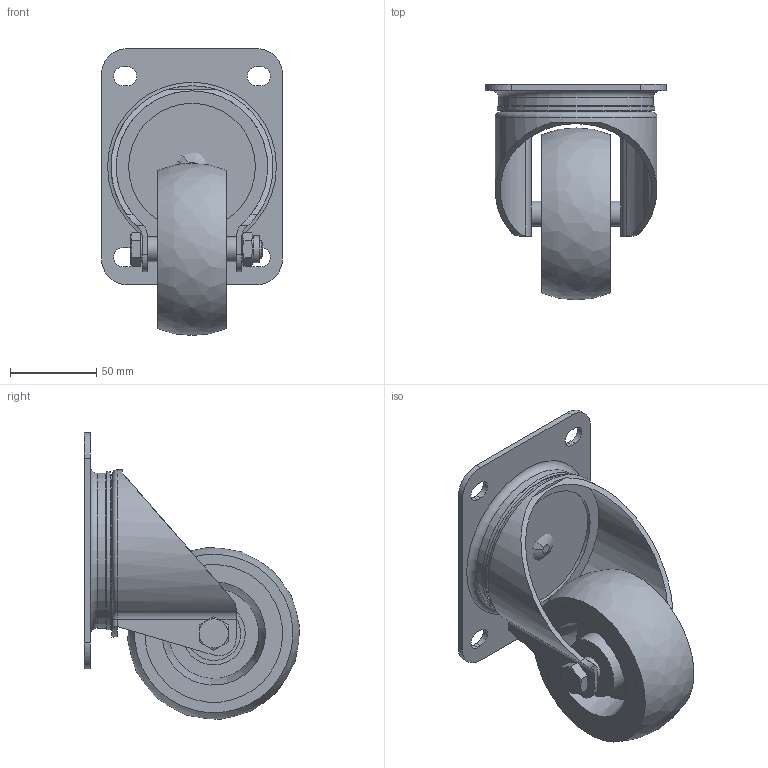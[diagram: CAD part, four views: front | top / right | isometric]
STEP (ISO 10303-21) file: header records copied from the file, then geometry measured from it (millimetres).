
FILE_DESCRIPTION(/* description */ (''),/* implementation_level */ '2;1');
FILE_NAME(/* name */ 'LGPTS100KUP3_BA.stp',/* time_stamp */ '2019-03-21T19:28:59+01:00',/* author */ ('raede'),/* organization */ (''),/* preprocessor_version */ 'ST-DEVELOPER v15.6',/* originating_system */ 'Autodesk Inventor 2015',/* authorisation */ '');
FILE_SCHEMA (('AUTOMOTIVE_DESIGN { 1 0 10303 214 3 1 1 }'));
Length unit declared in the file: millimetre
Products named in the file (8): Rad_100_Fuer_LGPTS100KUP3; DIN 931-1 - M10 x 70; DIN 985 - M10; LGPTS100KUP3_Gehaeuse; Buchse_12x3_5; Niet_dia_10; Lenkrolle_LGPTS100KUP3; LGPTS100KUP3_BA
Bounding box: 105 x 124.86 x 166.36 mm (x, y, z)
Volume: 370604.2 mm3; surface area: 139960 mm2
Topology: 10 solids, 10 shells, 163 faces, 346 edges, 222 vertices
Faces by surface type: plane 74, cylinder 56, cone 18, torus 8, bspline 7
Full cylindrical faces by diameter (mm): 8.376 x1, 10 x3, 10.2 x2, 11.25 x1, 12 x2, 13 x1, 14.5 x2, 15.6 x2, 19.511 x1, 21 x1, 23.4 x2, 31.398 x4, 36.539 x2, 73.534 x1, 80 x2, 87 x1, 88 x1, 90 x1, 91.604 x1
Entity records: 4609 total; most frequent: CARTESIAN_POINT 1047, DIRECTION 749, ORIENTED_EDGE 578, AXIS2_PLACEMENT_3D 325, EDGE_CURVE 289, EDGE_LOOP 248, VERTEX_POINT 213, FACE_OUTER_BOUND 159
